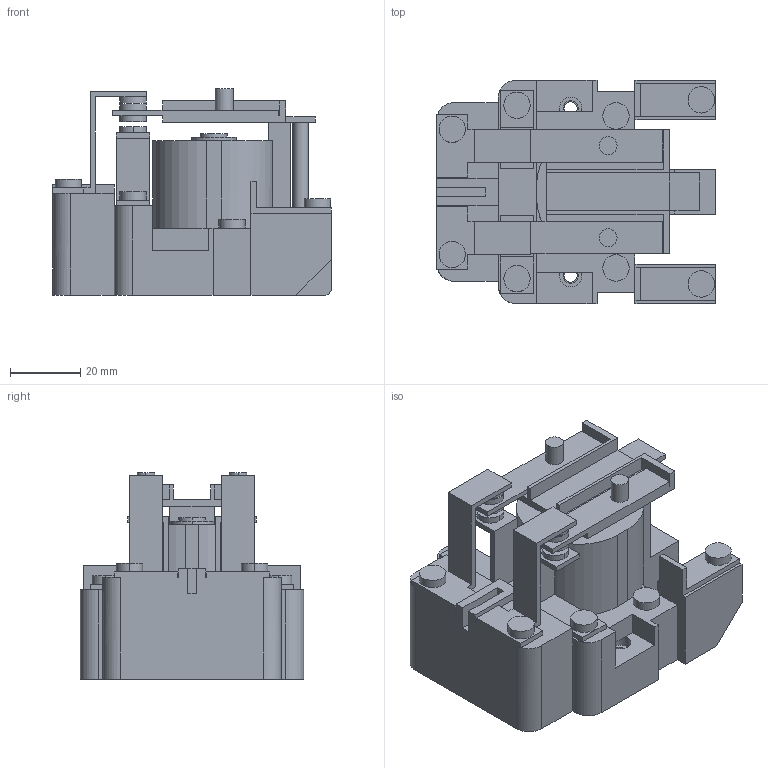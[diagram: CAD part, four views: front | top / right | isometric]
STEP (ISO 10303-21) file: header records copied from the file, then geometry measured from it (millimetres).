
FILE_DESCRIPTION(('starvars output'),'2;1');
FILE_NAME('cv20200515144155000017693.stp','14:41:55 2020/05/15',( 'Thomas Industrial Network Germany GmbH'),( 'Thomas Industrial Network Germany GmbH'),'unknown preprocess','ACIS' ,'unknown authorization');
FILE_SCHEMA(('AUTOMOTIVE_DESIGN_CC2 {UNKNOWN IMPLEMENTATION LEVEL}'));
Length unit declared in the file: millimetre
Products named in the file (1): PRODUCT_ID_1
Bounding box: 79.25 x 63.5 x 58.67 mm (x, y, z)
Volume: 120358.9 mm3; surface area: 33082.3 mm2
Topology: 1 solids, 1 shells, 243 faces, 637 edges, 418 vertices
Faces by surface type: plane 180, cylinder 63
Entity records: 8806 total; most frequent: ORIENTED_EDGE 1274, CARTESIAN_POINT 1158, DIRECTION 1019, EDGE_CURVE 637, VECTOR 461, LINE 461, VERTEX_POINT 418, AXIS2_PLACEMENT_3D 279
